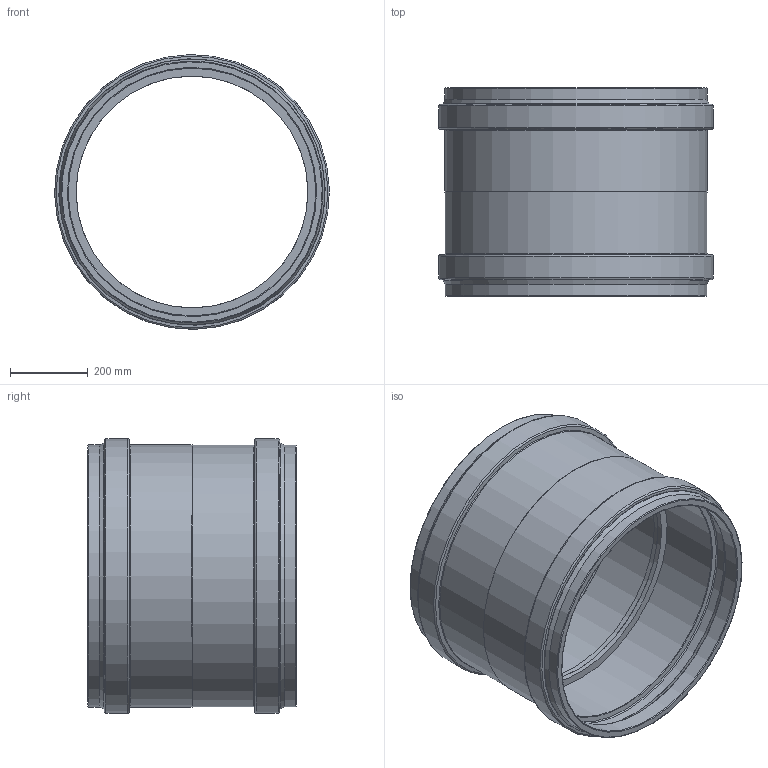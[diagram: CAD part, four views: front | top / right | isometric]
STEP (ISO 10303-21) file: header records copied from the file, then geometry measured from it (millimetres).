
FILE_DESCRIPTION(/* description */ (''),/* implementation_level */ '2;1');
FILE_NAME(/* name */ '771175z.stp',/* time_stamp */ '2024-02-05T10:39:49+01:00',/* author */ ('corinna'),/* organization */ (''),/* preprocessor_version */ 'ST-DEVELOPER v20',/* originating_system */ 'Autodesk Inventor 2024',/* authorisation */ '');
FILE_SCHEMA (('AUTOMOTIVE_DESIGN { 1 0 10303 214 3 1 1 }'));
Length unit declared in the file: millimetre
Products named in the file (2): 771175z; 771175z_1
Assembly tree (2 placements, depth 2):
  771175z
    771175z_1  x2
Bounding box: 704.8 x 535 x 704.8 mm (x, y, z)
Volume: 23085917.3 mm3; surface area: 2712218.5 mm2
Topology: 2 solids, 2 shells, 58 faces, 154 edges, 102 vertices
Faces by surface type: torus 24, cylinder 14, cone 14, plane 6
Full cylindrical faces by diameter (mm): 594.8 x2, 635.8 x4, 670 x2, 672.6 x4, 704.8 x2
Entity records: 1027 total; most frequent: DIRECTION 206, CARTESIAN_POINT 161, ORIENTED_EDGE 154, AXIS2_PLACEMENT_3D 96, EDGE_CURVE 77, CIRCLE 63, VERTEX_POINT 51, EDGE_LOOP 32
